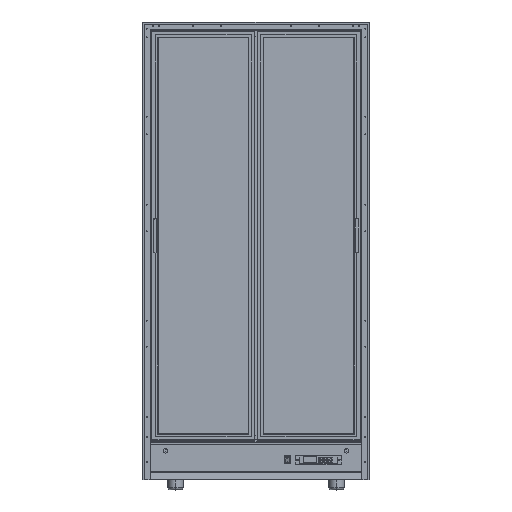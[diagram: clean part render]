
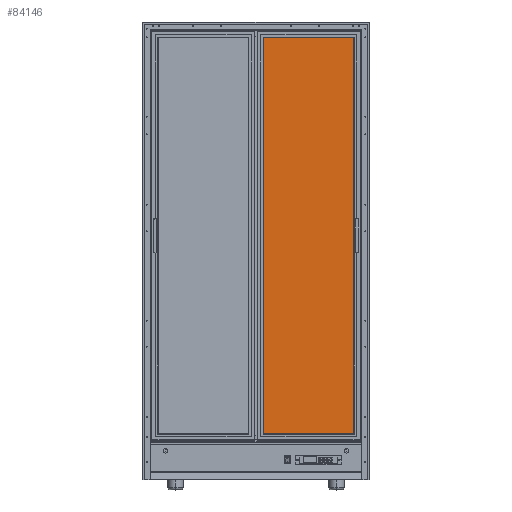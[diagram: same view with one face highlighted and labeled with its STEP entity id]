
A CAD part, top view. The second image highlights one B-rep face of the part: STEP entity #84146.
In plain terms, the highlighted face is planar.
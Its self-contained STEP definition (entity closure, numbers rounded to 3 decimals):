
#158 = CARTESIAN_POINT ( 'NONE',  ( 4., 0., -381. ) ) ;
#1116 = EDGE_CURVE ( 'NONE', #64883, #34972, #15184, .T. ) ;
#2554 = LINE ( 'NONE', #71543, #55397 ) ;
#9592 = VERTEX_POINT ( 'NONE', #80981 ) ;
#12070 = EDGE_LOOP ( 'NONE', ( #72586, #65202, #37277, #17948 ) ) ;
#12772 = DIRECTION ( 'NONE',  ( 1., 0., 0. ) ) ;
#15184 = LINE ( 'NONE', #158, #47979 ) ;
#16865 = DIRECTION ( 'NONE',  ( 0., 0., 1. ) ) ;
#17948 = ORIENTED_EDGE ( 'NONE', *, *, #63017, .T. ) ;
#24862 = LINE ( 'NONE', #39817, #66013 ) ;
#28557 = VECTOR ( 'NONE', #39606, 1000. ) ;
#29261 = DIRECTION ( 'NONE',  ( 0., 0., -1. ) ) ;
#31162 = DIRECTION ( 'NONE',  ( 0., 1., 0. ) ) ;
#34972 = VERTEX_POINT ( 'NONE', #78808 ) ;
#36743 = FACE_OUTER_BOUND ( 'NONE', #12070, .T. ) ;
#37277 = ORIENTED_EDGE ( 'NONE', *, *, #1116, .T. ) ;
#39606 = DIRECTION ( 'NONE',  ( 0., 0., -1. ) ) ;
#39817 = CARTESIAN_POINT ( 'NONE',  ( 4., 0., 0. ) ) ;
#42764 = CARTESIAN_POINT ( 'NONE',  ( 4., -1596., 0. ) ) ;
#47979 = VECTOR ( 'NONE', #31162, 1000. ) ;
#51291 = VERTEX_POINT ( 'NONE', #98475 ) ;
#53149 = CARTESIAN_POINT ( 'NONE',  ( 4., -1596., 0. ) ) ;
#55397 = VECTOR ( 'NONE', #55541, 1000. ) ;
#55541 = DIRECTION ( 'NONE',  ( 0., -1., 0. ) ) ;
#55961 = EDGE_CURVE ( 'NONE', #9592, #64883, #91682, .T. ) ;
#63017 = EDGE_CURVE ( 'NONE', #34972, #51291, #24862, .T. ) ;
#64883 = VERTEX_POINT ( 'NONE', #90192 ) ;
#65202 = ORIENTED_EDGE ( 'NONE', *, *, #55961, .T. ) ;
#65772 = PLANE ( 'NONE',  #95954 ) ;
#66013 = VECTOR ( 'NONE', #16865, 1000. ) ;
#71543 = CARTESIAN_POINT ( 'NONE',  ( 4., 0., 0. ) ) ;
#72586 = ORIENTED_EDGE ( 'NONE', *, *, #98261, .T. ) ;
#78808 = CARTESIAN_POINT ( 'NONE',  ( 4., 0., -381. ) ) ;
#80981 = CARTESIAN_POINT ( 'NONE',  ( 4., -1596., 0. ) ) ;
#84146 = ADVANCED_FACE ( 'NONE', ( #36743 ), #65772, .T. ) ;
#90192 = CARTESIAN_POINT ( 'NONE',  ( 4., -1596., -381. ) ) ;
#91682 = LINE ( 'NONE', #53149, #28557 ) ;
#95954 = AXIS2_PLACEMENT_3D ( 'NONE', #42764, #12772, #29261 ) ;
#98261 = EDGE_CURVE ( 'NONE', #51291, #9592, #2554, .T. ) ;
#98475 = CARTESIAN_POINT ( 'NONE',  ( 4., 0., 0. ) ) ;
